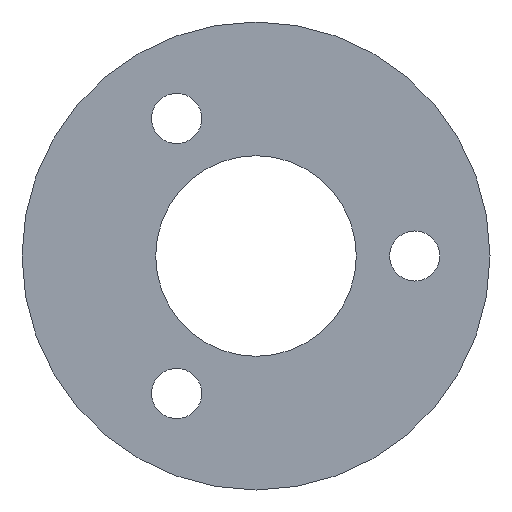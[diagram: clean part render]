
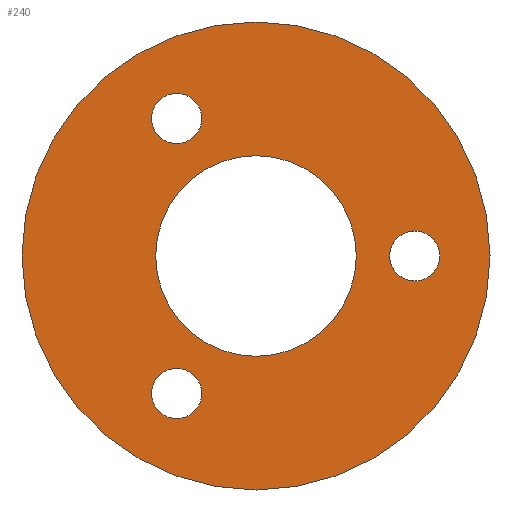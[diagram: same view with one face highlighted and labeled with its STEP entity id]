
A CAD part, front view. The second image highlights one B-rep face of the part: STEP entity #240.
In plain terms, the highlighted planar face has unit normal (0, -1, 0).
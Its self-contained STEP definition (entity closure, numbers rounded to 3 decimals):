
#5 = AXIS2_PLACEMENT_3D ( 'NONE', #322, #54, #57 ) ;
#6 = CARTESIAN_POINT ( 'NONE',  ( -4.75, 0., 6.727 ) ) ;
#13 = EDGE_LOOP ( 'NONE', ( #370, #169 ) ) ;
#14 = DIRECTION ( 'NONE',  ( 0., 0., 1. ) ) ;
#19 = CARTESIAN_POINT ( 'NONE',  ( -4.75, 0., 8.227 ) ) ;
#20 = ORIENTED_EDGE ( 'NONE', *, *, #303, .T. ) ;
#22 = CARTESIAN_POINT ( 'NONE',  ( 9.5, 0., -1.5 ) ) ;
#25 = AXIS2_PLACEMENT_3D ( 'NONE', #396, #305, #175 ) ;
#28 = AXIS2_PLACEMENT_3D ( 'NONE', #342, #180, #313 ) ;
#38 = DIRECTION ( 'NONE',  ( 0., 1., 0. ) ) ;
#42 = EDGE_CURVE ( 'NONE', #133, #310, #372, .T. ) ;
#50 = FACE_OUTER_BOUND ( 'NONE', #53, .T. ) ;
#52 = CARTESIAN_POINT ( 'NONE',  ( 0., 0., 0. ) ) ;
#53 = EDGE_LOOP ( 'NONE', ( #298, #55 ) ) ;
#54 = DIRECTION ( 'NONE',  ( 0., 1., 0. ) ) ;
#55 = ORIENTED_EDGE ( 'NONE', *, *, #317, .F. ) ;
#56 = EDGE_CURVE ( 'NONE', #272, #117, #158, .T. ) ;
#57 = DIRECTION ( 'NONE',  ( 0., 0., 1. ) ) ;
#72 = CARTESIAN_POINT ( 'NONE',  ( 0., 0., -14. ) ) ;
#77 = VERTEX_POINT ( 'NONE', #334 ) ;
#81 = DIRECTION ( 'NONE',  ( 0., 0., 1. ) ) ;
#83 = CARTESIAN_POINT ( 'NONE',  ( 0., 0., -6. ) ) ;
#85 = FACE_BOUND ( 'NONE', #13, .T. ) ;
#89 = CARTESIAN_POINT ( 'NONE',  ( 0., 0., 0. ) ) ;
#90 = DIRECTION ( 'NONE',  ( 0., 0., 1. ) ) ;
#98 = AXIS2_PLACEMENT_3D ( 'NONE', #116, #383, #90 ) ;
#105 = VERTEX_POINT ( 'NONE', #107 ) ;
#107 = CARTESIAN_POINT ( 'NONE',  ( -4.75, 0., -9.727 ) ) ;
#108 = CARTESIAN_POINT ( 'NONE',  ( -4.75, 0., 8.227 ) ) ;
#110 = ORIENTED_EDGE ( 'NONE', *, *, #283, .T. ) ;
#114 = EDGE_LOOP ( 'NONE', ( #126, #281 ) ) ;
#116 = CARTESIAN_POINT ( 'NONE',  ( 0., 0., 0. ) ) ;
#117 = VERTEX_POINT ( 'NONE', #178 ) ;
#126 = ORIENTED_EDGE ( 'NONE', *, *, #290, .T. ) ;
#132 = CIRCLE ( 'NONE', #173, 1.5 ) ;
#133 = VERTEX_POINT ( 'NONE', #209 ) ;
#135 = CIRCLE ( 'NONE', #371, 6. ) ;
#137 = CARTESIAN_POINT ( 'NONE',  ( 0., 0., 14. ) ) ;
#141 = VERTEX_POINT ( 'NONE', #137 ) ;
#155 = DIRECTION ( 'NONE',  ( 0., 1., 0. ) ) ;
#156 = EDGE_CURVE ( 'NONE', #117, #272, #265, .T. ) ;
#157 = CIRCLE ( 'NONE', #176, 1.5 ) ;
#158 = CIRCLE ( 'NONE', #249, 1.5 ) ;
#160 = CARTESIAN_POINT ( 'NONE',  ( -4.75, 0., 9.727 ) ) ;
#164 = EDGE_LOOP ( 'NONE', ( #216, #228 ) ) ;
#169 = ORIENTED_EDGE ( 'NONE', *, *, #156, .T. ) ;
#173 = AXIS2_PLACEMENT_3D ( 'NONE', #108, #308, #14 ) ;
#174 = EDGE_CURVE ( 'NONE', #403, #319, #132, .T. ) ;
#175 = DIRECTION ( 'NONE',  ( 0., 0., 1. ) ) ;
#176 = AXIS2_PLACEMENT_3D ( 'NONE', #19, #250, #375 ) ;
#178 = CARTESIAN_POINT ( 'NONE',  ( 9.5, 0., 1.5 ) ) ;
#180 = DIRECTION ( 'NONE',  ( 0., 1., 0. ) ) ;
#182 = DIRECTION ( 'NONE',  ( 0., 1., 0. ) ) ;
#191 = AXIS2_PLACEMENT_3D ( 'NONE', #89, #38, #222 ) ;
#204 = DIRECTION ( 'NONE',  ( 0., 0., 1. ) ) ;
#209 = CARTESIAN_POINT ( 'NONE',  ( 0., 0., 6. ) ) ;
#215 = FACE_BOUND ( 'NONE', #114, .T. ) ;
#216 = ORIENTED_EDGE ( 'NONE', *, *, #174, .T. ) ;
#217 = FACE_BOUND ( 'NONE', #219, .T. ) ;
#219 = EDGE_LOOP ( 'NONE', ( #20, #110 ) ) ;
#222 = DIRECTION ( 'NONE',  ( 0., 0., 1. ) ) ;
#228 = ORIENTED_EDGE ( 'NONE', *, *, #309, .T. ) ;
#240 = ADVANCED_FACE ( 'NONE', ( #85, #410, #217, #50, #215 ), #346, .F. ) ;
#249 = AXIS2_PLACEMENT_3D ( 'NONE', #421, #388, #204 ) ;
#250 = DIRECTION ( 'NONE',  ( 0., 1., 0. ) ) ;
#265 = CIRCLE ( 'NONE', #25, 1.5 ) ;
#270 = EDGE_CURVE ( 'NONE', #343, #141, #284, .T. ) ;
#272 = VERTEX_POINT ( 'NONE', #22 ) ;
#281 = ORIENTED_EDGE ( 'NONE', *, *, #42, .T. ) ;
#283 = EDGE_CURVE ( 'NONE', #77, #105, #394, .T. ) ;
#284 = CIRCLE ( 'NONE', #98, 14. ) ;
#287 = CIRCLE ( 'NONE', #393, 14. ) ;
#290 = EDGE_CURVE ( 'NONE', #310, #133, #135, .T. ) ;
#298 = ORIENTED_EDGE ( 'NONE', *, *, #270, .F. ) ;
#303 = EDGE_CURVE ( 'NONE', #105, #77, #339, .T. ) ;
#305 = DIRECTION ( 'NONE',  ( 0., 1., 0. ) ) ;
#308 = DIRECTION ( 'NONE',  ( 0., 1., 0. ) ) ;
#309 = EDGE_CURVE ( 'NONE', #319, #403, #157, .T. ) ;
#310 = VERTEX_POINT ( 'NONE', #83 ) ;
#313 = DIRECTION ( 'NONE',  ( 0., 0., 1. ) ) ;
#315 = DIRECTION ( 'NONE',  ( 0., 0., 1. ) ) ;
#317 = EDGE_CURVE ( 'NONE', #141, #343, #287, .T. ) ;
#319 = VERTEX_POINT ( 'NONE', #160 ) ;
#322 = CARTESIAN_POINT ( 'NONE',  ( 0., 0., 0. ) ) ;
#334 = CARTESIAN_POINT ( 'NONE',  ( -4.75, 0., -6.727 ) ) ;
#339 = CIRCLE ( 'NONE', #28, 1.5 ) ;
#342 = CARTESIAN_POINT ( 'NONE',  ( -4.75, 0., -8.227 ) ) ;
#343 = VERTEX_POINT ( 'NONE', #72 ) ;
#344 = DIRECTION ( 'NONE',  ( 0., 0., 1. ) ) ;
#346 = PLANE ( 'NONE',  #5 ) ;
#348 = CARTESIAN_POINT ( 'NONE',  ( -4.75, 0., -8.227 ) ) ;
#361 = AXIS2_PLACEMENT_3D ( 'NONE', #348, #373, #81 ) ;
#370 = ORIENTED_EDGE ( 'NONE', *, *, #56, .T. ) ;
#371 = AXIS2_PLACEMENT_3D ( 'NONE', #419, #155, #344 ) ;
#372 = CIRCLE ( 'NONE', #191, 6. ) ;
#373 = DIRECTION ( 'NONE',  ( 0., 1., 0. ) ) ;
#375 = DIRECTION ( 'NONE',  ( 0., 0., 1. ) ) ;
#383 = DIRECTION ( 'NONE',  ( 0., 1., 0. ) ) ;
#388 = DIRECTION ( 'NONE',  ( 0., 1., 0. ) ) ;
#393 = AXIS2_PLACEMENT_3D ( 'NONE', #52, #182, #315 ) ;
#394 = CIRCLE ( 'NONE', #361, 1.5 ) ;
#396 = CARTESIAN_POINT ( 'NONE',  ( 9.5, 0., 0. ) ) ;
#403 = VERTEX_POINT ( 'NONE', #6 ) ;
#410 = FACE_BOUND ( 'NONE', #164, .T. ) ;
#419 = CARTESIAN_POINT ( 'NONE',  ( 0., 0., 0. ) ) ;
#421 = CARTESIAN_POINT ( 'NONE',  ( 9.5, 0., 0. ) ) ;
